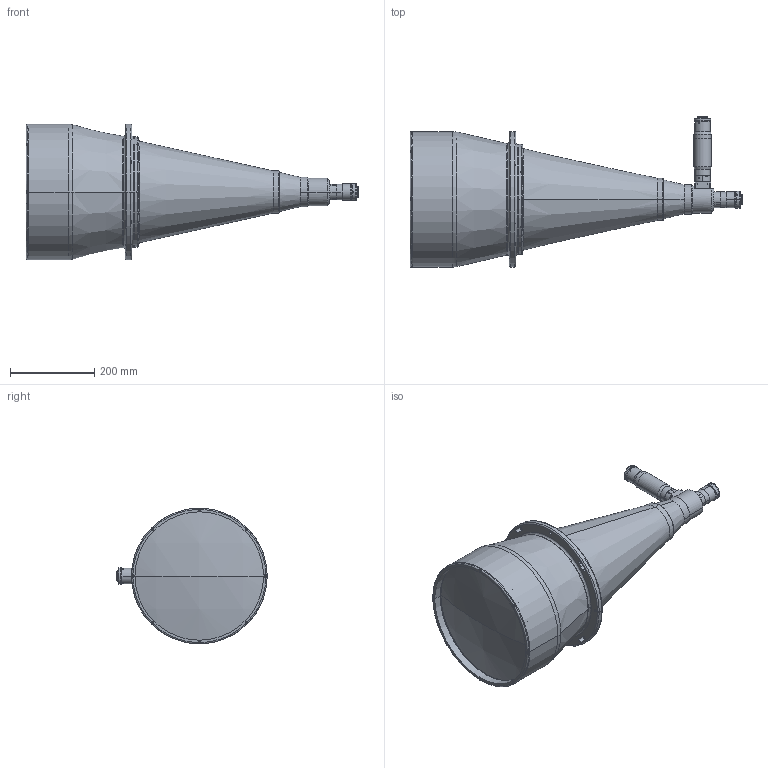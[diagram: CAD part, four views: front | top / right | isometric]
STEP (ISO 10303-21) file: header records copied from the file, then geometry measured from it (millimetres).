
FILE_DESCRIPTION (( 'STEP AP214' ), '1' );
FILE_NAME ('TCDP23C4XC240.STEP', '2015-10-15T08:43:27', ( '' ), ( '' ), 'SwSTEP 2.0', 'SolidWorks 2013', '' );
FILE_SCHEMA (( 'AUTOMOTIVE_DESIGN' ));
Length unit declared in the file: millimetre
Products named in the file (1): TCDP23C4XC240
Bounding box: 788.39 x 356.78 x 322 mm (x, y, z)
Surface area: 746275.4 mm2 (no closed solid volume)
Topology: 0 solids, 39 shells, 372 faces, 1208 edges, 861 vertices
Faces by surface type: cylinder 165, plane 126, torus 45, cone 28, bspline 6, sphere 2
Entity records: 19273 total; most frequent: CARTESIAN_POINT 4302, DIRECTION 2443, ORIENTED_EDGE 1931, EDGE_CURVE 1208, AXIS2_PLACEMENT_3D 976, VERTEX_POINT 861, CIRCLE 609, LINE 491
